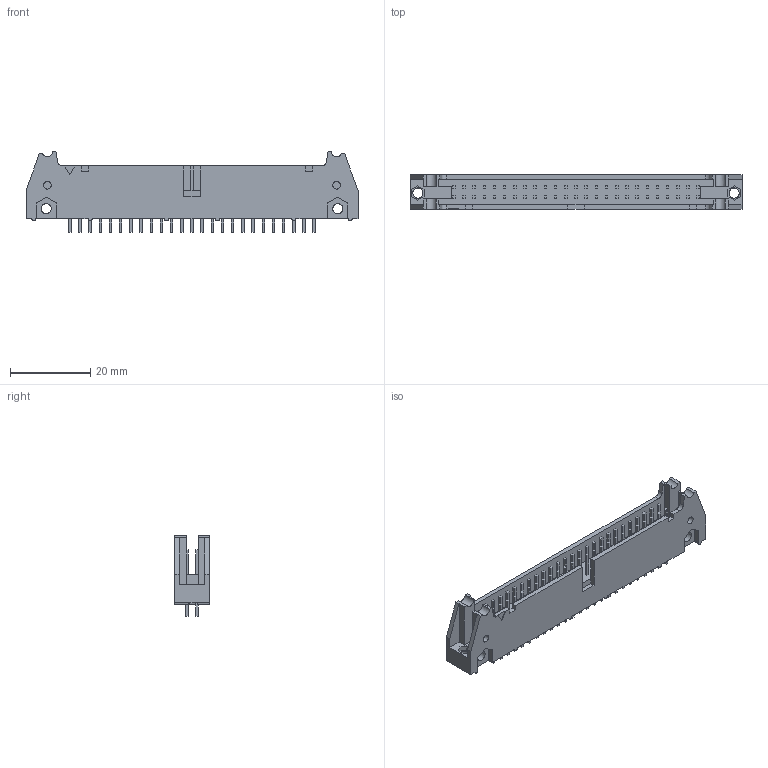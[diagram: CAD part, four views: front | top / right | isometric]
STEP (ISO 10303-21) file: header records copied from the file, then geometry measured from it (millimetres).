
FILE_DESCRIPTION(/* description */ (''),/* implementation_level */ '2;1');
FILE_NAME(/* name */ '3M_N3433_6002RB.stp',/* time_stamp */ '2016-02-23T16:49:48+01:00',/* author */ ('riccim'),/* organization */ (''),/* preprocessor_version */ 'ST-DEVELOPER v15.5',/* originating_system */ 'AutoCAD Mechanical',/* authorisation */ '');
FILE_SCHEMA (('AUTOMOTIVE_DESIGN { 1 0 10303 214 3 1 1 }'));
Length unit declared in the file: millimetre
Products named in the file (1): Product
Bounding box: 82.8 x 8.64 x 20.11 mm (x, y, z)
Volume: 5511 mm3; surface area: 6785 mm2
Topology: 101 solids, 101 shells, 719 faces, 1577 edges, 1060 vertices
Faces by surface type: plane 697, cylinder 22
Full cylindrical faces by diameter (mm): 1.905 x2, 2.54 x4
Entity records: 20654 total; most frequent: CARTESIAN_POINT 5392, ORIENTED_EDGE 3142, DIRECTION 2690, EDGE_CURVE 1571, LINE 1242, VECTOR 1242, VERTEX_POINT 1060, EDGE_LOOP 737
